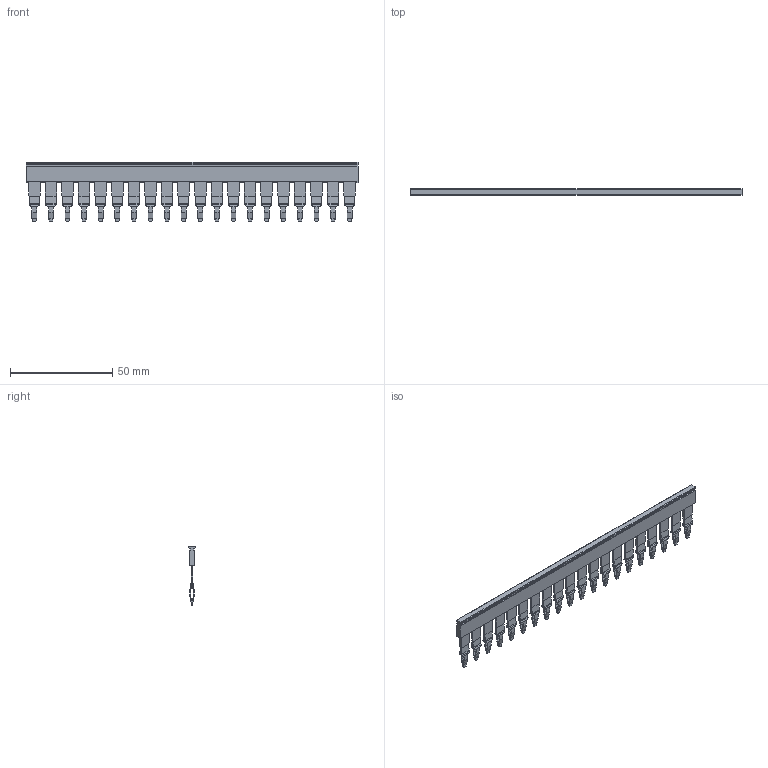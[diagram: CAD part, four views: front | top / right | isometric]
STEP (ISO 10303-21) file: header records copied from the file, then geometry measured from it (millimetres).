
FILE_DESCRIPTION(('CATIA V5 STEP Exchange','CAx-IF Rec.Pracs.--- Model Styling and Organization---1.4--- 2014-01-23'),'2;1');
FILE_NAME ('1337310-1_0', '2022-05-02T05:06:10+00:00', ('none'), ('Weidmueller'), 'CATIA Version 5-6 Release 2016 SP3 HF44', 'CATIA V5 STEP AP214', 'none');
FILE_SCHEMA(('AUTOMOTIVE_DESIGN { 1 0 10303 214 1 1 1 1 }'));
Length unit declared in the file: millimetre
Products named in the file (1): ZQV 6N-20
Bounding box: 162 x 3.1 x 29.03 mm (x, y, z)
Volume: 4868.7 mm3; surface area: 9932.7 mm2
Topology: 2 solids, 2 shells, 1164 faces, 3628 edges, 2468 vertices
Faces by surface type: plane 798, cylinder 246, extrusion 120
Entity records: 41389 total; most frequent: CARTESIAN_POINT 12907, ORIENTED_EDGE 7256, DIRECTION 3862, EDGE_CURVE 3628, VECTOR 2616, LINE 2496, VERTEX_POINT 2468, ADVANCED_FACE 1164
